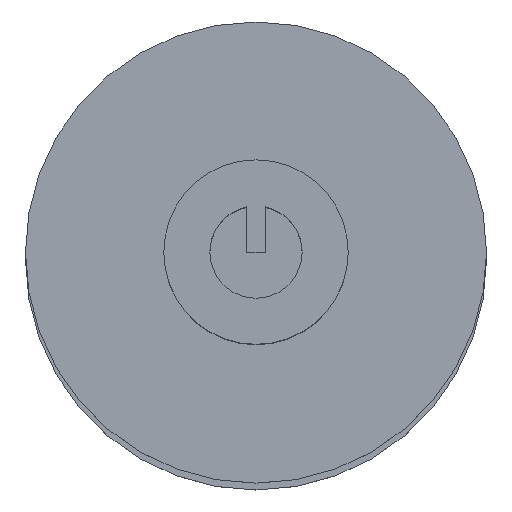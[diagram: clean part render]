
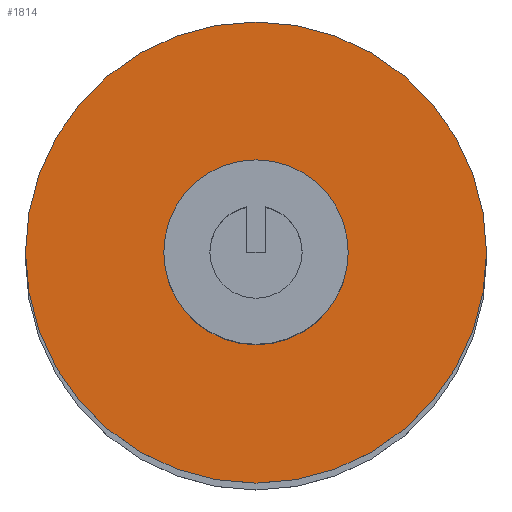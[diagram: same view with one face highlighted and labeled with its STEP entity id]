
A CAD part, top view. The second image highlights one B-rep face of the part: STEP entity #1814.
In plain terms, the highlighted planar face has unit normal (0, 0, 1).
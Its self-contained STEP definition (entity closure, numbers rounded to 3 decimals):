
#15 = CARTESIAN_POINT ( 'NONE',  ( -12.5, 0., 107. ) ) ;
#37 = FACE_BOUND ( 'NONE', #1103, .T. ) ;
#49 = DIRECTION ( 'NONE',  ( 1., 0., 0. ) ) ;
#204 = ORIENTED_EDGE ( 'NONE', *, *, #2134, .T. ) ;
#220 = AXIS2_PLACEMENT_3D ( 'NONE', #2417, #1405, #1214 ) ;
#375 = DIRECTION ( 'NONE',  ( 0., 0., -1. ) ) ;
#396 = EDGE_LOOP ( 'NONE', ( #2118, #2354 ) ) ;
#418 = FACE_OUTER_BOUND ( 'NONE', #396, .T. ) ;
#431 = PLANE ( 'NONE',  #1433 ) ;
#558 = AXIS2_PLACEMENT_3D ( 'NONE', #2403, #375, #1362 ) ;
#562 = CARTESIAN_POINT ( 'NONE',  ( 0., 0., 107. ) ) ;
#612 = EDGE_CURVE ( 'NONE', #2031, #1675, #2555, .T. ) ;
#762 = DIRECTION ( 'NONE',  ( 1., 0., 0. ) ) ;
#911 = CARTESIAN_POINT ( 'NONE',  ( 5., 0., 107. ) ) ;
#1036 = EDGE_CURVE ( 'NONE', #2639, #1813, #1234, .T. ) ;
#1075 = DIRECTION ( 'NONE',  ( 0., 0., 1. ) ) ;
#1103 = EDGE_LOOP ( 'NONE', ( #204, #1615 ) ) ;
#1214 = DIRECTION ( 'NONE',  ( 1., 0., 0. ) ) ;
#1234 = CIRCLE ( 'NONE', #1833, 12.5 ) ;
#1362 = DIRECTION ( 'NONE',  ( 1., 0., 0. ) ) ;
#1389 = CIRCLE ( 'NONE', #220, 12.5 ) ;
#1405 = DIRECTION ( 'NONE',  ( 0., 0., 1. ) ) ;
#1433 = AXIS2_PLACEMENT_3D ( 'NONE', #2496, #2286, #49 ) ;
#1614 = EDGE_CURVE ( 'NONE', #1813, #2639, #1389, .T. ) ;
#1615 = ORIENTED_EDGE ( 'NONE', *, *, #612, .T. ) ;
#1675 = VERTEX_POINT ( 'NONE', #1797 ) ;
#1680 = CARTESIAN_POINT ( 'NONE',  ( 0., 0., 107. ) ) ;
#1715 = CARTESIAN_POINT ( 'NONE',  ( 12.5, 0., 107. ) ) ;
#1797 = CARTESIAN_POINT ( 'NONE',  ( -5., 0., 107. ) ) ;
#1813 = VERTEX_POINT ( 'NONE', #15 ) ;
#1814 = ADVANCED_FACE ( 'NONE', ( #37, #418 ), #431, .T. ) ;
#1833 = AXIS2_PLACEMENT_3D ( 'NONE', #1680, #1075, #1908 ) ;
#1908 = DIRECTION ( 'NONE',  ( 1., 0., 0. ) ) ;
#1965 = CIRCLE ( 'NONE', #2192, 5. ) ;
#1996 = DIRECTION ( 'NONE',  ( 0., 0., -1. ) ) ;
#2031 = VERTEX_POINT ( 'NONE', #911 ) ;
#2118 = ORIENTED_EDGE ( 'NONE', *, *, #1614, .T. ) ;
#2134 = EDGE_CURVE ( 'NONE', #1675, #2031, #1965, .T. ) ;
#2192 = AXIS2_PLACEMENT_3D ( 'NONE', #562, #1996, #762 ) ;
#2286 = DIRECTION ( 'NONE',  ( 0., 0., 1. ) ) ;
#2354 = ORIENTED_EDGE ( 'NONE', *, *, #1036, .T. ) ;
#2403 = CARTESIAN_POINT ( 'NONE',  ( 0., 0., 107. ) ) ;
#2417 = CARTESIAN_POINT ( 'NONE',  ( 0., 0., 107. ) ) ;
#2496 = CARTESIAN_POINT ( 'NONE',  ( 0., 0., 107. ) ) ;
#2555 = CIRCLE ( 'NONE', #558, 5. ) ;
#2639 = VERTEX_POINT ( 'NONE', #1715 ) ;
